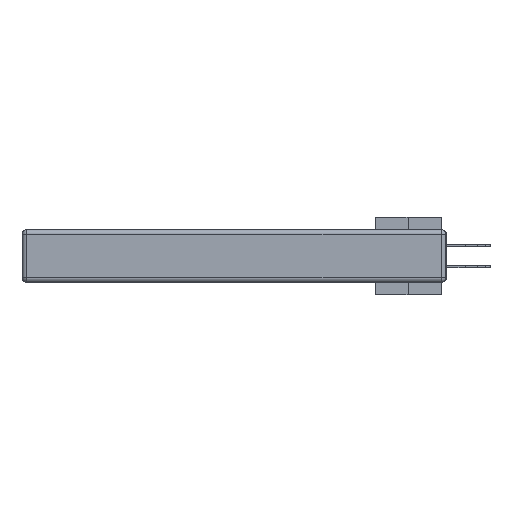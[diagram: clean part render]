
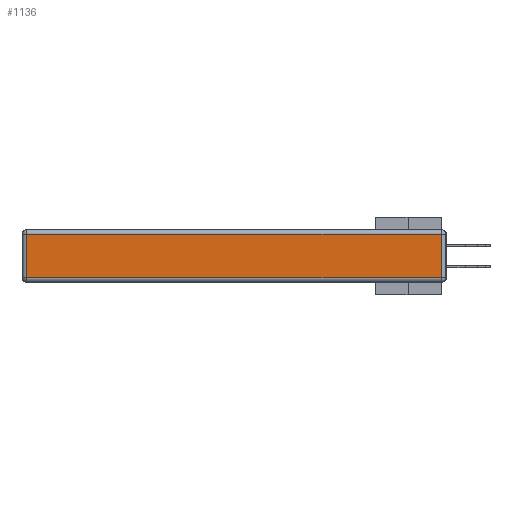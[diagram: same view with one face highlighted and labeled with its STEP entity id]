
A CAD part, left-side view. The second image highlights one B-rep face of the part: STEP entity #1136.
In plain terms, the highlighted planar face has unit normal (-1, 0, 0).
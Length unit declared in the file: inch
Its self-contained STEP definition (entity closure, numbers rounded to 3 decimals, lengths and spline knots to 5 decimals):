
#1136 = ADVANCED_FACE ( 'NONE', ( #36164 ), #14885, .T. ) ;
#1407 = DIRECTION ( 'NONE',  ( 0., 0., -1. ) ) ;
#1538 = VECTOR ( 'NONE', #4094, 39.37008 ) ;
#2130 = CARTESIAN_POINT ( 'NONE',  ( 0., 0., -0.343 ) ) ;
#4080 = CARTESIAN_POINT ( 'NONE',  ( 0., 2.72, -0.313 ) ) ;
#4094 = DIRECTION ( 'NONE',  ( 0., 0., 1. ) ) ;
#4352 = EDGE_CURVE ( 'NONE', #16609, #37752, #25105, .T. ) ;
#4504 = ORIENTED_EDGE ( 'NONE', *, *, #29677, .T. ) ;
#6931 = LINE ( 'NONE', #16967, #40009 ) ;
#7564 = VERTEX_POINT ( 'NONE', #4080 ) ;
#9778 = CARTESIAN_POINT ( 'NONE',  ( 0., 2.75, -0.03 ) ) ;
#11289 = CARTESIAN_POINT ( 'NONE',  ( 0., 2.72, -0.03 ) ) ;
#12224 = ORIENTED_EDGE ( 'NONE', *, *, #39978, .T. ) ;
#13588 = ORIENTED_EDGE ( 'NONE', *, *, #4352, .T. ) ;
#14885 = PLANE ( 'NONE',  #34303 ) ;
#15163 = CARTESIAN_POINT ( 'NONE',  ( 0., 0.03, -0.313 ) ) ;
#15266 = EDGE_LOOP ( 'NONE', ( #12224, #13588, #4504, #20471 ) ) ;
#16609 = VERTEX_POINT ( 'NONE', #15163 ) ;
#16967 = CARTESIAN_POINT ( 'NONE',  ( 0., 0., -0.313 ) ) ;
#17651 = CARTESIAN_POINT ( 'NONE',  ( 0., 2.72, -0.343 ) ) ;
#20181 = DIRECTION ( 'NONE',  ( 0., -1., 0. ) ) ;
#20188 = VECTOR ( 'NONE', #35443, 39.37008 ) ;
#20471 = ORIENTED_EDGE ( 'NONE', *, *, #30780, .T. ) ;
#21474 = CARTESIAN_POINT ( 'NONE',  ( 0., 0.03, -0.343 ) ) ;
#22958 = VERTEX_POINT ( 'NONE', #11289 ) ;
#25105 = LINE ( 'NONE', #21474, #1538 ) ;
#28668 = CARTESIAN_POINT ( 'NONE',  ( 0., 0.03, -0.03 ) ) ;
#29677 = EDGE_CURVE ( 'NONE', #37752, #22958, #40269, .T. ) ;
#30780 = EDGE_CURVE ( 'NONE', #22958, #7564, #32638, .T. ) ;
#32161 = VECTOR ( 'NONE', #1407, 39.37008 ) ;
#32638 = LINE ( 'NONE', #17651, #32161 ) ;
#34303 = AXIS2_PLACEMENT_3D ( 'NONE', #2130, #40525, #39970 ) ;
#35443 = DIRECTION ( 'NONE',  ( 0., 1., 0. ) ) ;
#36164 = FACE_OUTER_BOUND ( 'NONE', #15266, .T. ) ;
#37752 = VERTEX_POINT ( 'NONE', #28668 ) ;
#39970 = DIRECTION ( 'NONE',  ( 0., 0., 1. ) ) ;
#39978 = EDGE_CURVE ( 'NONE', #7564, #16609, #6931, .T. ) ;
#40009 = VECTOR ( 'NONE', #20181, 39.37008 ) ;
#40269 = LINE ( 'NONE', #9778, #20188 ) ;
#40525 = DIRECTION ( 'NONE',  ( -1., 0., 0. ) ) ;
